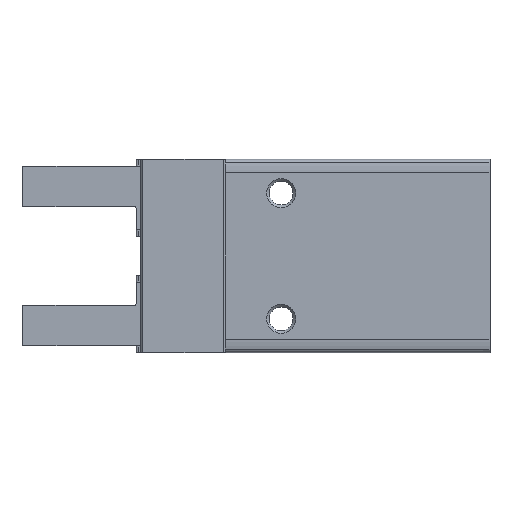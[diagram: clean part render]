
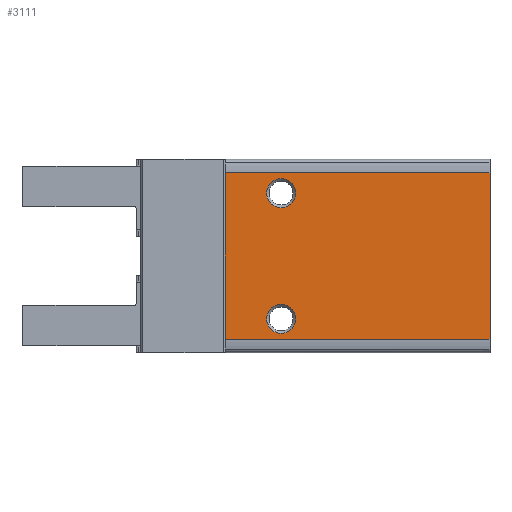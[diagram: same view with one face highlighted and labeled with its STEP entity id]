
A CAD part, left-side view. The second image highlights one B-rep face of the part: STEP entity #3111.
In plain terms, the highlighted face is planar.
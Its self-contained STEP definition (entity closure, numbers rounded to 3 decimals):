
#61=PLANE('',#3374);
#168=LINE('',#4819,#447);
#185=LINE('',#4890,#464);
#186=LINE('',#4898,#465);
#187=LINE('',#4900,#466);
#447=VECTOR('',#3780,1000.);
#464=VECTOR('',#3841,1000.);
#465=VECTOR('',#3850,1000.);
#466=VECTOR('',#3851,1000.);
#801=ORIENTED_EDGE('',*,*,#1712,.F.);
#802=ORIENTED_EDGE('',*,*,#1713,.F.);
#803=ORIENTED_EDGE('',*,*,#1674,.T.);
#804=ORIENTED_EDGE('',*,*,#1714,.F.);
#805=ORIENTED_EDGE('',*,*,#1715,.F.);
#806=ORIENTED_EDGE('',*,*,#1710,.T.);
#1674=EDGE_CURVE('',#2133,#2132,#168,.T.);
#1710=EDGE_CURVE('',#2165,#2133,#185,.T.);
#1712=EDGE_CURVE('',#2166,#2166,#2440,.T.);
#1713=EDGE_CURVE('',#2167,#2167,#2441,.T.);
#1714=EDGE_CURVE('',#2168,#2132,#186,.T.);
#1715=EDGE_CURVE('',#2165,#2168,#187,.T.);
#2132=VERTEX_POINT('',#4818);
#2133=VERTEX_POINT('',#4820);
#2165=VERTEX_POINT('',#4891);
#2166=VERTEX_POINT('',#4895);
#2167=VERTEX_POINT('',#4897);
#2168=VERTEX_POINT('',#4899);
#2440=CIRCLE('',#3375,1.5);
#2441=CIRCLE('',#3376,1.5);
#2582=EDGE_LOOP('',(#801));
#2583=EDGE_LOOP('',(#802));
#2584=EDGE_LOOP('',(#803,#804,#805,#806));
#2811=FACE_BOUND('',#2582,.T.);
#2812=FACE_BOUND('',#2583,.T.);
#2813=FACE_BOUND('',#2584,.T.);
#3111=ADVANCED_FACE('',(#2811,#2812,#2813),#61,.F.);
#3374=AXIS2_PLACEMENT_3D('',#4893,#3844,#3845);
#3375=AXIS2_PLACEMENT_3D('',#4894,#3846,#3847);
#3376=AXIS2_PLACEMENT_3D('',#4896,#3848,#3849);
#3780=DIRECTION('',(1.,0.,0.));
#3841=DIRECTION('',(0.,-1.,0.));
#3844=DIRECTION('',(0.,0.,-1.));
#3845=DIRECTION('',(-1.,0.,0.));
#3846=DIRECTION('',(0.,0.,1.));
#3847=DIRECTION('',(1.,0.,0.));
#3848=DIRECTION('',(0.,0.,1.));
#3849=DIRECTION('',(1.,0.,0.));
#3850=DIRECTION('',(0.,-1.,0.));
#3851=DIRECTION('',(1.,0.,0.));
#4818=CARTESIAN_POINT('',(8.6,0.,5.));
#4819=CARTESIAN_POINT('',(-8.6,0.,5.));
#4820=CARTESIAN_POINT('',(-8.6,0.,5.));
#4890=CARTESIAN_POINT('',(-8.6,27.4,5.));
#4891=CARTESIAN_POINT('',(-8.6,27.4,5.));
#4893=CARTESIAN_POINT('',(-8.6,27.4,5.));
#4894=CARTESIAN_POINT('',(-6.5,21.6,5.));
#4895=CARTESIAN_POINT('',(-5.,21.6,5.));
#4896=CARTESIAN_POINT('',(6.5,21.6,5.));
#4897=CARTESIAN_POINT('',(8.,21.6,5.));
#4898=CARTESIAN_POINT('',(8.6,27.4,5.));
#4899=CARTESIAN_POINT('',(8.6,27.4,5.));
#4900=CARTESIAN_POINT('',(-8.6,27.4,5.));
